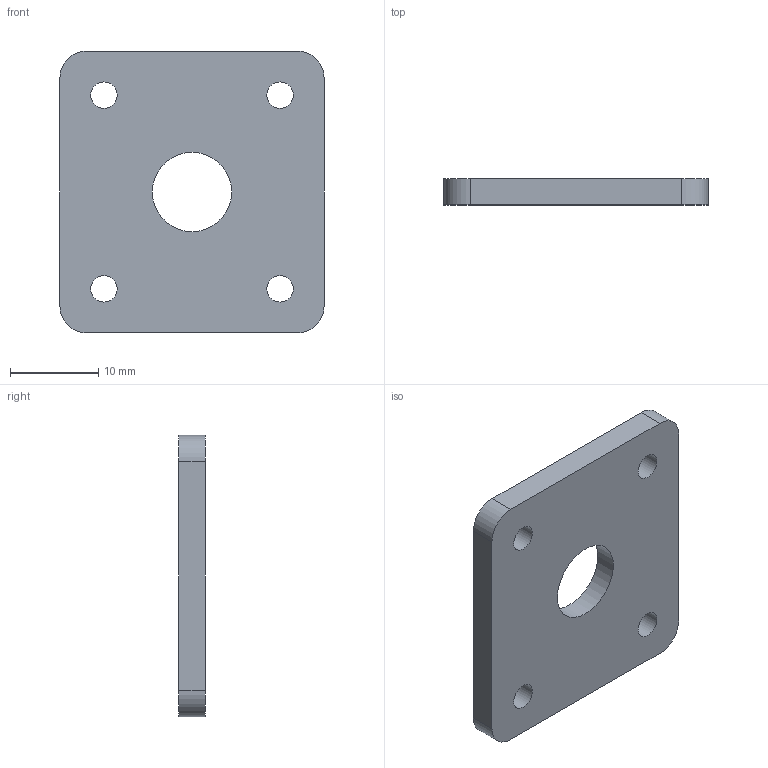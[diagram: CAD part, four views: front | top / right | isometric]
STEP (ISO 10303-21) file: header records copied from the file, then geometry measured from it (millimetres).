
FILE_DESCRIPTION(/* description */ (''),/* implementation_level */ '2;1');
FILE_NAME(/* name */ 'Magneto Z Spindel Halter oben Teil1.step',/* time_stamp */ '2024-10-18T19:40:53+02:00',/* author */ (''),/* organization */ (''),/* preprocessor_version */ 'ST-DEVELOPER v20',/* originating_system */ 'Autodesk Translation Framework v13.20.0.188',/* authorisation */ '');
FILE_SCHEMA (('AUTOMOTIVE_DESIGN { 1 0 10303 214 3 1 1 }'));
Length unit declared in the file: millimetre
Products named in the file (1): Magneto Z Spindel Halter oben Teil1
Bounding box: 30 x 3 x 32 mm (x, y, z)
Volume: 2422.9 mm3; surface area: 2295.7 mm2
Topology: 1 solids, 1 shells, 17 faces, 42 edges, 28 vertices
Faces by surface type: cylinder 10, plane 7
Full cylindrical faces by diameter (mm): 3 x4, 9 x1, 22 x1
Entity records: 569 total; most frequent: DIRECTION 98, CARTESIAN_POINT 88, ORIENTED_EDGE 84, EDGE_CURVE 42, AXIS2_PLACEMENT_3D 38, EDGE_LOOP 28, VERTEX_POINT 28, LINE 22
